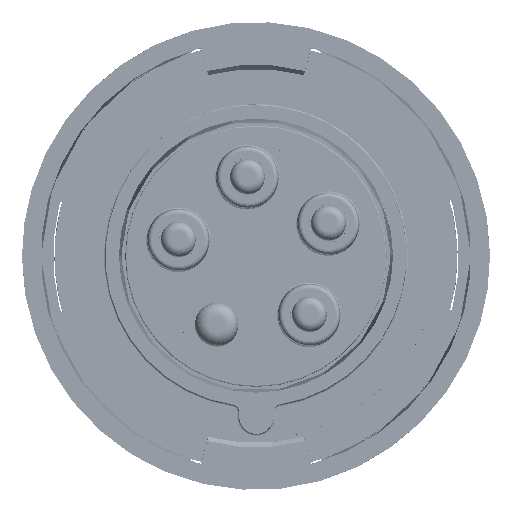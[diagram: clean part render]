
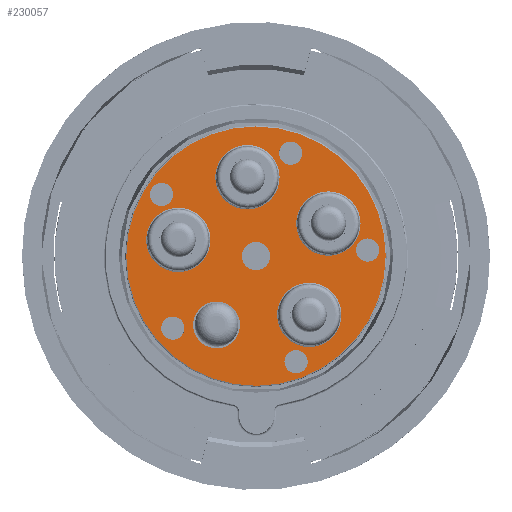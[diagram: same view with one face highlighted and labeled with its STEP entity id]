
A CAD part, top view. The second image highlights one B-rep face of the part: STEP entity #230057.
In plain terms, the highlighted planar face has unit normal (0, 0, 1).
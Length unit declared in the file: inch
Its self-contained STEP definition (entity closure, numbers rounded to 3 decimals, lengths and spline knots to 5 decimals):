
#2710 = ORIENTED_EDGE ( 'NONE', *, *, #163614, .F. ) ;
#11315 = VERTEX_POINT ( 'NONE', #48812 ) ;
#17032 = EDGE_LOOP ( 'NONE', ( #272714 ) ) ;
#18075 = CARTESIAN_POINT ( 'NONE',  ( -0.8554, 0.55882, 1.95146 ) ) ;
#18478 = DIRECTION ( 'NONE',  ( -0.497, -0.868, 0. ) ) ;
#24452 = CARTESIAN_POINT ( 'NONE',  ( 0.36268, -0.95659, 1.95146 ) ) ;
#25481 = EDGE_CURVE ( 'NONE', #72971, #72971, #335632, .T. ) ;
#27422 = VERTEX_POINT ( 'NONE', #276370 ) ;
#33159 = CARTESIAN_POINT ( 'NONE',  ( -0.8482, -0.10623, 1.95146 ) ) ;
#36929 = FACE_BOUND ( 'NONE', #335567, .T. ) ;
#39720 = EDGE_LOOP ( 'NONE', ( #245077 ) ) ;
#41537 = FACE_BOUND ( 'NONE', #321528, .T. ) ;
#42631 = CIRCLE ( 'NONE', #229906, 0.10509 ) ;
#48105 = DIRECTION ( 'NONE',  ( -0.497, -0.868, 0. ) ) ;
#48812 = CARTESIAN_POINT ( 'NONE',  ( 0.51045, 0.04161, 1.95146 ) ) ;
#65609 = EDGE_LOOP ( 'NONE', ( #319296 ) ) ;
#67741 = DIRECTION ( 'NONE',  ( 0., 0., -1. ) ) ;
#69712 = EDGE_LOOP ( 'NONE', ( #88070 ) ) ;
#72971 = VERTEX_POINT ( 'NONE', #33159 ) ;
#73973 = DIRECTION ( 'NONE',  ( -0.497, -0.868, 0. ) ) ;
#79330 = CARTESIAN_POINT ( 'NONE',  ( -0.22258, 0.46125, 1.95146 ) ) ;
#85561 = CARTESIAN_POINT ( 'NONE',  ( -0.35696, -0.62355, 1.95146 ) ) ;
#85802 = EDGE_LOOP ( 'NONE', ( #134763 ) ) ;
#88070 = ORIENTED_EDGE ( 'NONE', *, *, #245222, .T. ) ;
#98735 = AXIS2_PLACEMENT_3D ( 'NONE', #389413, #67741, #210966 ) ;
#101719 = DIRECTION ( 'NONE',  ( -0.497, -0.868, 0. ) ) ;
#103431 = EDGE_LOOP ( 'NONE', ( #128605 ) ) ;
#105096 = DIRECTION ( 'NONE',  ( 0., 0., -1. ) ) ;
#111142 = DIRECTION ( 'NONE',  ( -0.497, -0.868, 0. ) ) ;
#114245 = FACE_BOUND ( 'NONE', #17032, .T. ) ;
#120045 = CIRCLE ( 'NONE', #441994, 1.17442 ) ;
#126679 = VERTEX_POINT ( 'NONE', #380227 ) ;
#128114 = ORIENTED_EDGE ( 'NONE', *, *, #390871, .F. ) ;
#128605 = ORIENTED_EDGE ( 'NONE', *, *, #25481, .T. ) ;
#134763 = ORIENTED_EDGE ( 'NONE', *, *, #250864, .T. ) ;
#138260 = CARTESIAN_POINT ( 'NONE',  ( 0.95872, -0.03617, 1.95146 ) ) ;
#142902 = CARTESIAN_POINT ( 'NONE',  ( 0.26232, 0.84068, 1.95146 ) ) ;
#147907 = AXIS2_PLACEMENT_3D ( 'NONE', #283402, #248000, #431026 ) ;
#147987 = AXIS2_PLACEMENT_3D ( 'NONE', #217693, #295196, #285904 ) ;
#152743 = EDGE_CURVE ( 'NONE', #445900, #445900, #430997, .T. ) ;
#160821 = DIRECTION ( 'NONE',  ( 0., 0., -1. ) ) ;
#163614 = EDGE_CURVE ( 'NONE', #126679, #126679, #372657, .T. ) ;
#166871 = EDGE_LOOP ( 'NONE', ( #231730 ) ) ;
#168958 = CARTESIAN_POINT ( 'NONE',  ( 0.31047, -1.04779, 1.95146 ) ) ;
#171281 = VERTEX_POINT ( 'NONE', #138260 ) ;
#172318 = DIRECTION ( 'NONE',  ( 0., 0., -1. ) ) ;
#174990 = CARTESIAN_POINT ( 'NONE',  ( 0., 0., 1.95146 ) ) ;
#176203 = DIRECTION ( 'NONE',  ( 0., 0., -1. ) ) ;
#180557 = VERTEX_POINT ( 'NONE', #142902 ) ;
#183228 = CARTESIAN_POINT ( 'NONE',  ( 0.6553, 0.29465, 1.95146 ) ) ;
#186123 = EDGE_CURVE ( 'NONE', #230028, #230028, #391496, .T. ) ;
#194464 = CIRCLE ( 'NONE', #456598, 0.29156 ) ;
#198949 = EDGE_CURVE ( 'NONE', #457447, #457447, #239511, .T. ) ;
#210966 = DIRECTION ( 'NONE',  ( -0.497, -0.868, 0. ) ) ;
#211469 = AXIS2_PLACEMENT_3D ( 'NONE', #24452, #172318, #101719 ) ;
#213316 = EDGE_LOOP ( 'NONE', ( #128114 ) ) ;
#215713 = CARTESIAN_POINT ( 'NONE',  ( -0.58347, -1.01923, 1.95146 ) ) ;
#216868 = DIRECTION ( 'NONE',  ( 0., 0., -1. ) ) ;
#217216 = AXIS2_PLACEMENT_3D ( 'NONE', #304027, #160821, #233389 ) ;
#217693 = CARTESIAN_POINT ( 'NONE',  ( 0., 0., 1.95146 ) ) ;
#222298 = FACE_BOUND ( 'NONE', #166871, .T. ) ;
#223696 = CIRCLE ( 'NONE', #388544, 0.12795 ) ;
#224472 = EDGE_CURVE ( 'NONE', #171281, #171281, #42631, .T. ) ;
#229906 = AXIS2_PLACEMENT_3D ( 'NONE', #255808, #307276, #18478 ) ;
#230028 = VERTEX_POINT ( 'NONE', #168958 ) ;
#230057 = ADVANCED_FACE ( 'NONE', ( #222298, #255203, #114245, #328035, #252843, #257500, #365588, #36929, #323425, #292884, #367899, #41537 ), #435804, .F. ) ;
#231730 = ORIENTED_EDGE ( 'NONE', *, *, #295578, .T. ) ;
#231794 = VERTEX_POINT ( 'NONE', #339855 ) ;
#233389 = DIRECTION ( 'NONE',  ( -0.497, -0.868, 0. ) ) ;
#239511 = CIRCLE ( 'NONE', #217216, 0.10509 ) ;
#245077 = ORIENTED_EDGE ( 'NONE', *, *, #198949, .T. ) ;
#245222 = EDGE_CURVE ( 'NONE', #180557, #180557, #413538, .T. ) ;
#247365 = CARTESIAN_POINT ( 'NONE',  ( -0.07773, 0.71428, 1.95146 ) ) ;
#248000 = DIRECTION ( 'NONE',  ( 0., 0., -1. ) ) ;
#250864 = EDGE_CURVE ( 'NONE', #394117, #394117, #120045, .T. ) ;
#252843 = FACE_OUTER_BOUND ( 'NONE', #85802, .T. ) ;
#255203 = FACE_BOUND ( 'NONE', #385799, .T. ) ;
#255808 = CARTESIAN_POINT ( 'NONE',  ( 1.01093, 0.05503, 1.95146 ) ) ;
#257500 = FACE_BOUND ( 'NONE', #39720, .T. ) ;
#264060 = DIRECTION ( 'NONE',  ( 0., 0., 1. ) ) ;
#272714 = ORIENTED_EDGE ( 'NONE', *, *, #298574, .T. ) ;
#273343 = EDGE_LOOP ( 'NONE', ( #337076 ) ) ;
#275218 = CIRCLE ( 'NONE', #372783, 0.29156 ) ;
#276370 = CARTESIAN_POINT ( 'NONE',  ( -0.06357, -0.11104, 1.95146 ) ) ;
#283402 = CARTESIAN_POINT ( 'NONE',  ( -0.70334, 0.1468, 1.95146 ) ) ;
#285904 = DIRECTION ( 'NONE',  ( -0.497, -0.868, 0. ) ) ;
#292884 = FACE_BOUND ( 'NONE', #65609, .T. ) ;
#295196 = DIRECTION ( 'NONE',  ( 0., 0., -1. ) ) ;
#295578 = EDGE_CURVE ( 'NONE', #11315, #11315, #275218, .T. ) ;
#298574 = EDGE_CURVE ( 'NONE', #401036, #401036, #194464, .T. ) ;
#304027 = CARTESIAN_POINT ( 'NONE',  ( -0.7534, -0.65184, 1.95146 ) ) ;
#307276 = DIRECTION ( 'NONE',  ( 0., 0., -1. ) ) ;
#319296 = ORIENTED_EDGE ( 'NONE', *, *, #186123, .T. ) ;
#321528 = EDGE_LOOP ( 'NONE', ( #2710 ) ) ;
#321745 = DIRECTION ( 'NONE',  ( -0.497, -0.868, 0. ) ) ;
#323425 = FACE_BOUND ( 'NONE', #273343, .T. ) ;
#325348 = CARTESIAN_POINT ( 'NONE',  ( 0., 0., 1.95146 ) ) ;
#327211 = AXIS2_PLACEMENT_3D ( 'NONE', #426760, #105096, #440562 ) ;
#328035 = FACE_BOUND ( 'NONE', #103431, .T. ) ;
#335567 = EDGE_LOOP ( 'NONE', ( #424263 ) ) ;
#335632 = CIRCLE ( 'NONE', #147907, 0.29156 ) ;
#337076 = ORIENTED_EDGE ( 'NONE', *, *, #224472, .T. ) ;
#339855 = CARTESIAN_POINT ( 'NONE',  ( 0.33788, -0.78522, 1.95146 ) ) ;
#342207 = CIRCLE ( 'NONE', #327211, 0.29156 ) ;
#342746 = CARTESIAN_POINT ( 'NONE',  ( -0.90761, 0.46762, 1.95146 ) ) ;
#349688 = CARTESIAN_POINT ( 'NONE',  ( -0.80561, -0.74304, 1.95146 ) ) ;
#352944 = EDGE_CURVE ( 'NONE', #231794, #231794, #342207, .T. ) ;
#365308 = AXIS2_PLACEMENT_3D ( 'NONE', #85561, #264060, #48105 ) ;
#365588 = FACE_BOUND ( 'NONE', #69712, .T. ) ;
#367899 = FACE_BOUND ( 'NONE', #213316, .T. ) ;
#372657 = CIRCLE ( 'NONE', #365308, 0.21185 ) ;
#372783 = AXIS2_PLACEMENT_3D ( 'NONE', #183228, #176203, #321745 ) ;
#373308 = ORIENTED_EDGE ( 'NONE', *, *, #352944, .T. ) ;
#374957 = DIRECTION ( 'NONE',  ( -0.497, -0.868, 0. ) ) ;
#380227 = CARTESIAN_POINT ( 'NONE',  ( -0.46221, -0.80741, 1.95146 ) ) ;
#385799 = EDGE_LOOP ( 'NONE', ( #373308 ) ) ;
#388544 = AXIS2_PLACEMENT_3D ( 'NONE', #325348, #400264, #73973 ) ;
#389413 = CARTESIAN_POINT ( 'NONE',  ( 0.31453, 0.93188, 1.95146 ) ) ;
#390871 = EDGE_CURVE ( 'NONE', #27422, #27422, #223696, .T. ) ;
#391496 = CIRCLE ( 'NONE', #211469, 0.10509 ) ;
#394117 = VERTEX_POINT ( 'NONE', #215713 ) ;
#400264 = DIRECTION ( 'NONE',  ( 0., 0., 1. ) ) ;
#401036 = VERTEX_POINT ( 'NONE', #79330 ) ;
#413538 = CIRCLE ( 'NONE', #98735, 0.10509 ) ;
#424263 = ORIENTED_EDGE ( 'NONE', *, *, #152743, .T. ) ;
#426082 = DIRECTION ( 'NONE',  ( -0.497, -0.868, 0. ) ) ;
#426760 = CARTESIAN_POINT ( 'NONE',  ( 0.48273, -0.53218, 1.95146 ) ) ;
#430997 = CIRCLE ( 'NONE', #453366, 0.10509 ) ;
#431026 = DIRECTION ( 'NONE',  ( -0.497, -0.868, 0. ) ) ;
#435804 = PLANE ( 'NONE',  #147987 ) ;
#440562 = DIRECTION ( 'NONE',  ( -0.497, -0.868, 0. ) ) ;
#440603 = DIRECTION ( 'NONE',  ( 0., 0., -1. ) ) ;
#441994 = AXIS2_PLACEMENT_3D ( 'NONE', #174990, #461204, #426082 ) ;
#445900 = VERTEX_POINT ( 'NONE', #342746 ) ;
#453366 = AXIS2_PLACEMENT_3D ( 'NONE', #18075, #440603, #374957 ) ;
#456598 = AXIS2_PLACEMENT_3D ( 'NONE', #247365, #216868, #111142 ) ;
#457447 = VERTEX_POINT ( 'NONE', #349688 ) ;
#461204 = DIRECTION ( 'NONE',  ( 0., 0., 1. ) ) ;
